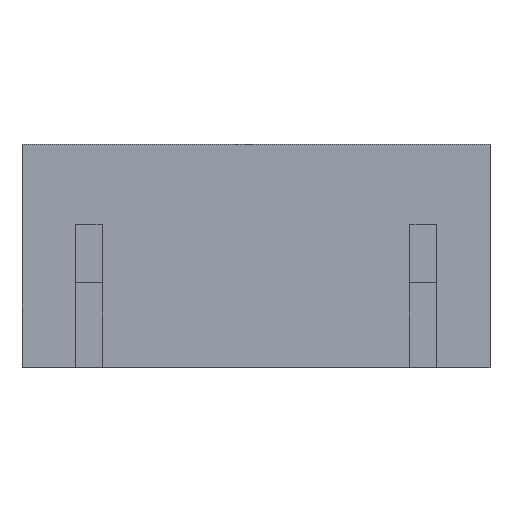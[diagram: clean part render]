
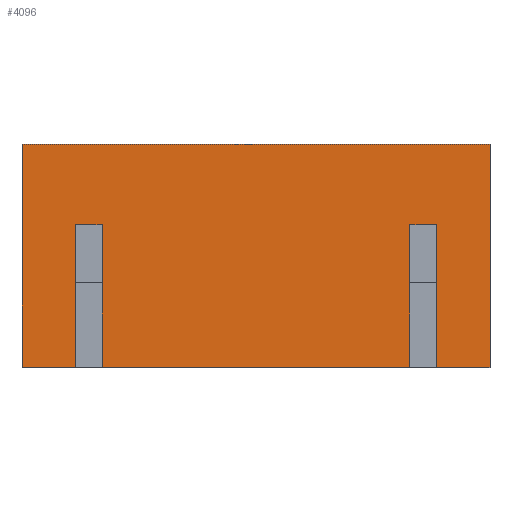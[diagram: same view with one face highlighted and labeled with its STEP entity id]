
A CAD part, top view. The second image highlights one B-rep face of the part: STEP entity #4096.
In plain terms, the highlighted planar face has unit normal (0, 0, 1).
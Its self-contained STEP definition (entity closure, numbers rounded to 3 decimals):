
#503=DIRECTION('',(0.,-1.,0.));
#504=VECTOR('',#503,3.2);
#505=CARTESIAN_POINT('',(4.05,3.2,1.85));
#506=LINE('',#505,#504);
#547=DIRECTION('',(1.,0.,0.));
#548=VECTOR('',#547,0.598);
#549=CARTESIAN_POINT('',(-4.05,3.2,1.85));
#550=LINE('',#549,#548);
#559=DIRECTION('',(0.,-1.,0.));
#560=VECTOR('',#559,3.2);
#561=CARTESIAN_POINT('',(-3.452,3.2,1.85));
#562=LINE('',#561,#560);
#833=DIRECTION('',(0.,-1.,0.));
#834=VECTOR('',#833,5.);
#835=CARTESIAN_POINT('',(5.25,5.,1.85));
#836=LINE('',#835,#834);
#1009=DIRECTION('',(1.,0.,0.));
#1010=VECTOR('',#1009,6.904);
#1011=CARTESIAN_POINT('',(-3.452,0.,1.85));
#1012=LINE('',#1011,#1010);
#1013=DIRECTION('',(0.,1.,0.));
#1014=VECTOR('',#1013,3.2);
#1015=CARTESIAN_POINT('',(-4.05,0.,1.85));
#1016=LINE('',#1015,#1014);
#1017=DIRECTION('',(1.,0.,0.));
#1018=VECTOR('',#1017,1.2);
#1019=CARTESIAN_POINT('',(-5.25,0.,1.85));
#1020=LINE('',#1019,#1018);
#1021=DIRECTION('',(0.,-1.,0.));
#1022=VECTOR('',#1021,5.);
#1023=CARTESIAN_POINT('',(-5.25,5.,1.85));
#1024=LINE('',#1023,#1022);
#1025=DIRECTION('',(-1.,0.,0.));
#1026=VECTOR('',#1025,10.5);
#1027=CARTESIAN_POINT('',(5.25,5.,1.85));
#1028=LINE('',#1027,#1026);
#1029=DIRECTION('',(1.,0.,0.));
#1030=VECTOR('',#1029,1.2);
#1031=CARTESIAN_POINT('',(4.05,0.,1.85));
#1032=LINE('',#1031,#1030);
#1037=DIRECTION('',(0.,1.,0.));
#1038=VECTOR('',#1037,3.2);
#1039=CARTESIAN_POINT('',(3.452,0.,1.85));
#1040=LINE('',#1039,#1038);
#1045=DIRECTION('',(1.,0.,0.));
#1046=VECTOR('',#1045,0.598);
#1047=CARTESIAN_POINT('',(3.452,3.2,1.85));
#1048=LINE('',#1047,#1046);
#2212=CARTESIAN_POINT('',(-4.05,0.,1.85));
#2213=VERTEX_POINT('',#2212);
#2214=CARTESIAN_POINT('',(-5.25,0.,1.85));
#2215=VERTEX_POINT('',#2214);
#2244=CARTESIAN_POINT('',(4.05,0.,1.85));
#2245=CARTESIAN_POINT('',(5.25,0.,1.85));
#2246=VERTEX_POINT('',#2244);
#2247=VERTEX_POINT('',#2245);
#2252=CARTESIAN_POINT('',(3.452,0.,1.85));
#2253=VERTEX_POINT('',#2252);
#2254=CARTESIAN_POINT('',(-3.452,0.,1.85));
#2255=VERTEX_POINT('',#2254);
#2410=CARTESIAN_POINT('',(5.25,5.,1.85));
#2411=VERTEX_POINT('',#2410);
#2412=CARTESIAN_POINT('',(-5.25,5.,1.85));
#2413=VERTEX_POINT('',#2412);
#2466=CARTESIAN_POINT('',(-4.05,3.2,1.85));
#2467=VERTEX_POINT('',#2466);
#2504=CARTESIAN_POINT('',(3.452,3.2,1.85));
#2505=VERTEX_POINT('',#2504);
#2506=CARTESIAN_POINT('',(-3.452,3.2,1.85));
#2507=VERTEX_POINT('',#2506);
#2508=CARTESIAN_POINT('',(4.05,3.2,1.85));
#2509=VERTEX_POINT('',#2508);
#4075=CARTESIAN_POINT('',(0.,2.5,1.85));
#4076=DIRECTION('',(0.,0.,1.));
#4077=DIRECTION('',(1.,0.,0.));
#4078=AXIS2_PLACEMENT_3D('',#4075,#4076,#4077);
#4079=PLANE('',#4078);
#4081=ORIENTED_EDGE('',*,*,#4080,.F.);
#4082=ORIENTED_EDGE('',*,*,#2926,.F.);
#4083=ORIENTED_EDGE('',*,*,#3516,.F.);
#4084=ORIENTED_EDGE('',*,*,#3500,.F.);
#4085=ORIENTED_EDGE('',*,*,#3346,.F.);
#4086=ORIENTED_EDGE('',*,*,#2918,.F.);
#4087=ORIENTED_EDGE('',*,*,#2986,.F.);
#4088=ORIENTED_EDGE('',*,*,#3404,.F.);
#4089=ORIENTED_EDGE('',*,*,#3847,.T.);
#4090=ORIENTED_EDGE('',*,*,#2934,.F.);
#4091=ORIENTED_EDGE('',*,*,#3446,.F.);
#4093=ORIENTED_EDGE('',*,*,#4092,.F.);
#4094=EDGE_LOOP('',(#4081,#4082,#4083,#4084,#4085,#4086,#4087,#4088,#4089,#4090,
#4091,#4093));
#4095=FACE_OUTER_BOUND('',#4094,.F.);
#2918=EDGE_CURVE('',#2215,#2213,#1020,.T.);
#2926=EDGE_CURVE('',#2255,#2253,#1012,.T.);
#2934=EDGE_CURVE('',#2246,#2247,#1032,.T.);
#2986=EDGE_CURVE('',#2413,#2215,#1024,.T.);
#3346=EDGE_CURVE('',#2213,#2467,#1016,.T.);
#3404=EDGE_CURVE('',#2411,#2413,#1028,.T.);
#3446=EDGE_CURVE('',#2509,#2246,#506,.T.);
#3500=EDGE_CURVE('',#2467,#2507,#550,.T.);
#3516=EDGE_CURVE('',#2507,#2255,#562,.T.);
#3847=EDGE_CURVE('',#2411,#2247,#836,.T.);
#4080=EDGE_CURVE('',#2253,#2505,#1040,.T.);
#4092=EDGE_CURVE('',#2505,#2509,#1048,.T.);
#4096=ADVANCED_FACE('',(#4095),#4079,.T.);
